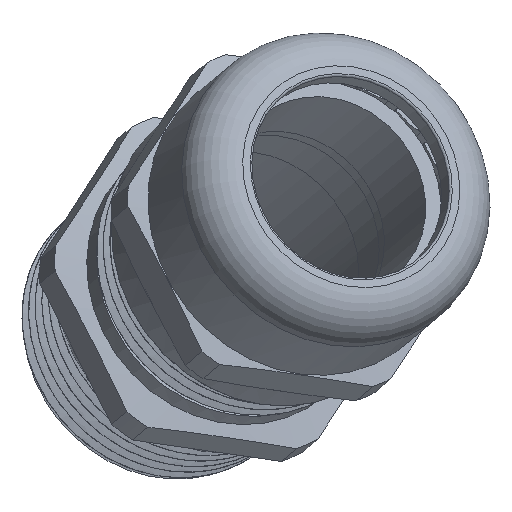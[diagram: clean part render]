
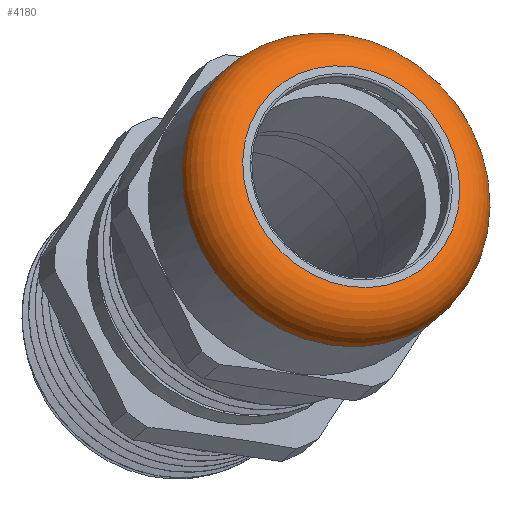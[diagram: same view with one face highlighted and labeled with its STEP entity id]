
A CAD part, left-side view. The second image highlights one B-rep face of the part: STEP entity #4180.
In plain terms, the highlighted toroidal (fillet/blend) face has major radius 9.57 mm and minor radius 3.88 mm.
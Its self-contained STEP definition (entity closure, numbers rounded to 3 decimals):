
#718=TOROIDAL_SURFACE('',#4513,9.57,3.88);
#755=FACE_BOUND('',#1143,.T.);
#887=FACE_OUTER_BOUND('',#1142,.T.);
#1142=EDGE_LOOP('',(#2899));
#1143=EDGE_LOOP('',(#2900));
#1402=CIRCLE('',#4481,9.57);
#1417=CIRCLE('',#4514,13.45);
#1743=VERTEX_POINT('',#7376);
#1770=VERTEX_POINT('',#8055);
#2172=EDGE_CURVE('',#1743,#1743,#1402,.T.);
#2213=EDGE_CURVE('',#1770,#1770,#1417,.T.);
#2899=ORIENTED_EDGE('',*,*,#2213,.F.);
#2900=ORIENTED_EDGE('',*,*,#2172,.T.);
#4180=ADVANCED_FACE('',(#887,#755),#718,.T.);
#4481=AXIS2_PLACEMENT_3D('',#7377,#5026,#5027);
#4513=AXIS2_PLACEMENT_3D('',#8054,#5102,#5103);
#4514=AXIS2_PLACEMENT_3D('',#8056,#5104,#5105);
#5026=DIRECTION('center_axis',(1.,0.,0.));
#5027=DIRECTION('ref_axis',(0.,0.,-1.));
#5102=DIRECTION('center_axis',(1.,0.,0.));
#5103=DIRECTION('ref_axis',(0.,0.,-1.));
#5104=DIRECTION('center_axis',(1.,0.,0.));
#5105=DIRECTION('ref_axis',(0.,0.,-1.));
#7376=CARTESIAN_POINT('',(-19.96,9.57,0.));
#7377=CARTESIAN_POINT('Origin',(-19.96,0.,0.));
#8054=CARTESIAN_POINT('Origin',(-16.08,0.,0.));
#8055=CARTESIAN_POINT('',(-16.08,13.45,0.));
#8056=CARTESIAN_POINT('Origin',(-16.08,0.,0.));
